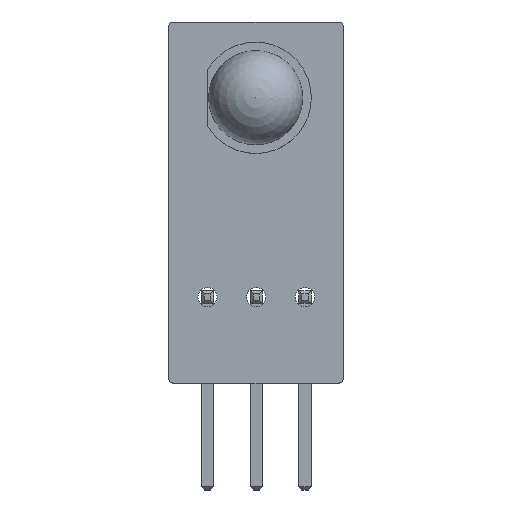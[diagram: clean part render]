
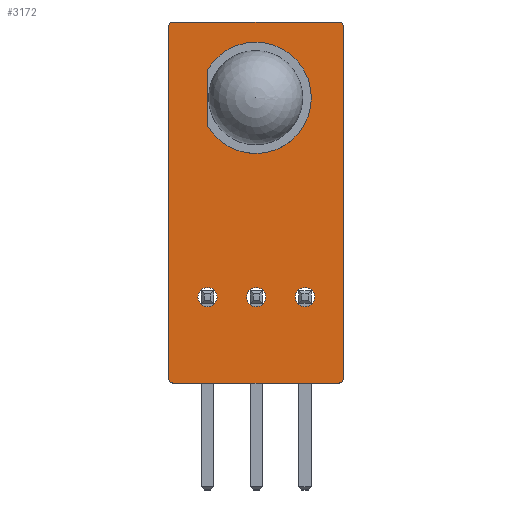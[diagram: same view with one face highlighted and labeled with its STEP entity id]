
A CAD part, top view. The second image highlights one B-rep face of the part: STEP entity #3172.
In plain terms, the highlighted planar face has unit normal (0, 0, 1).
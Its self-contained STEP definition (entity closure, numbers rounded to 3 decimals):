
#2968 = VERTEX_POINT('',#2969);
#2969 = CARTESIAN_POINT('',(68.875,-37.5,1.6));
#2975 = EDGE_CURVE('',#2968,#2976,#2978,.T.);
#2976 = VERTEX_POINT('',#2977);
#2977 = CARTESIAN_POINT('',(69.075,-37.7,1.6));
#2978 = CIRCLE('',#2979,0.2);
#2979 = AXIS2_PLACEMENT_3D('',#2980,#2981,#2982);
#2980 = CARTESIAN_POINT('',(68.875,-37.7,1.6));
#2981 = DIRECTION('',(0.,0.,-1.));
#2982 = DIRECTION('',(0.,1.,0.));
#3010 = VERTEX_POINT('',#3011);
#3011 = CARTESIAN_POINT('',(60.2,-37.5,1.6));
#3017 = EDGE_CURVE('',#3010,#2968,#3018,.T.);
#3018 = LINE('',#3019,#3020);
#3019 = CARTESIAN_POINT('',(60.2,-37.5,1.6));
#3020 = VECTOR('',#3021,1.);
#3021 = DIRECTION('',(1.,0.,0.));
#3039 = EDGE_CURVE('',#2976,#3040,#3042,.T.);
#3040 = VERTEX_POINT('',#3041);
#3041 = CARTESIAN_POINT('',(69.075,-56.1,1.6));
#3042 = LINE('',#3043,#3044);
#3043 = CARTESIAN_POINT('',(69.075,-37.7,1.6));
#3044 = VECTOR('',#3045,1.);
#3045 = DIRECTION('',(0.,-1.,0.));
#3172 = ADVANCED_FACE('',(#3173,#3219,#3230,#3241,#3252,#3263),#3274,.F.
  );
#3173 = FACE_BOUND('',#3174,.F.);
#3174 = EDGE_LOOP('',(#3175,#3176,#3177,#3186,#3194,#3203,#3211,#3218));
#3175 = ORIENTED_EDGE('',*,*,#2975,.T.);
#3176 = ORIENTED_EDGE('',*,*,#3039,.T.);
#3177 = ORIENTED_EDGE('',*,*,#3178,.T.);
#3178 = EDGE_CURVE('',#3040,#3179,#3181,.T.);
#3179 = VERTEX_POINT('',#3180);
#3180 = CARTESIAN_POINT('',(68.875,-56.3,1.6));
#3181 = CIRCLE('',#3182,0.2);
#3182 = AXIS2_PLACEMENT_3D('',#3183,#3184,#3185);
#3183 = CARTESIAN_POINT('',(68.875,-56.1,1.6));
#3184 = DIRECTION('',(0.,0.,-1.));
#3185 = DIRECTION('',(1.,0.,0.));
#3186 = ORIENTED_EDGE('',*,*,#3187,.T.);
#3187 = EDGE_CURVE('',#3179,#3188,#3190,.T.);
#3188 = VERTEX_POINT('',#3189);
#3189 = CARTESIAN_POINT('',(60.2,-56.3,1.6));
#3190 = LINE('',#3191,#3192);
#3191 = CARTESIAN_POINT('',(68.875,-56.3,1.6));
#3192 = VECTOR('',#3193,1.);
#3193 = DIRECTION('',(-1.,0.,0.));
#3194 = ORIENTED_EDGE('',*,*,#3195,.T.);
#3195 = EDGE_CURVE('',#3188,#3196,#3198,.T.);
#3196 = VERTEX_POINT('',#3197);
#3197 = CARTESIAN_POINT('',(60.,-56.1,1.6));
#3198 = CIRCLE('',#3199,0.2);
#3199 = AXIS2_PLACEMENT_3D('',#3200,#3201,#3202);
#3200 = CARTESIAN_POINT('',(60.2,-56.1,1.6));
#3201 = DIRECTION('',(0.,0.,-1.));
#3202 = DIRECTION('',(0.,-1.,-0.));
#3203 = ORIENTED_EDGE('',*,*,#3204,.T.);
#3204 = EDGE_CURVE('',#3196,#3205,#3207,.T.);
#3205 = VERTEX_POINT('',#3206);
#3206 = CARTESIAN_POINT('',(60.,-37.7,1.6));
#3207 = LINE('',#3208,#3209);
#3208 = CARTESIAN_POINT('',(60.,-56.1,1.6));
#3209 = VECTOR('',#3210,1.);
#3210 = DIRECTION('',(0.,1.,0.));
#3211 = ORIENTED_EDGE('',*,*,#3212,.T.);
#3212 = EDGE_CURVE('',#3205,#3010,#3213,.T.);
#3213 = CIRCLE('',#3214,0.2);
#3214 = AXIS2_PLACEMENT_3D('',#3215,#3216,#3217);
#3215 = CARTESIAN_POINT('',(60.2,-37.7,1.6));
#3216 = DIRECTION('',(0.,0.,-1.));
#3217 = DIRECTION('',(-1.,0.,0.));
#3218 = ORIENTED_EDGE('',*,*,#3017,.T.);
#3219 = FACE_BOUND('',#3220,.F.);
#3220 = EDGE_LOOP('',(#3221));
#3221 = ORIENTED_EDGE('',*,*,#3222,.F.);
#3222 = EDGE_CURVE('',#3223,#3223,#3225,.T.);
#3223 = VERTEX_POINT('',#3224);
#3224 = CARTESIAN_POINT('',(67.09,-52.325,1.6));
#3225 = CIRCLE('',#3226,0.5);
#3226 = AXIS2_PLACEMENT_3D('',#3227,#3228,#3229);
#3227 = CARTESIAN_POINT('',(67.09,-51.825,1.6));
#3228 = DIRECTION('',(-0.,0.,-1.));
#3229 = DIRECTION('',(-0.,-1.,0.));
#3230 = FACE_BOUND('',#3231,.F.);
#3231 = EDGE_LOOP('',(#3232));
#3232 = ORIENTED_EDGE('',*,*,#3233,.F.);
#3233 = EDGE_CURVE('',#3234,#3234,#3236,.T.);
#3234 = VERTEX_POINT('',#3235);
#3235 = CARTESIAN_POINT('',(64.55,-52.325,1.6));
#3236 = CIRCLE('',#3237,0.5);
#3237 = AXIS2_PLACEMENT_3D('',#3238,#3239,#3240);
#3238 = CARTESIAN_POINT('',(64.55,-51.825,1.6));
#3239 = DIRECTION('',(-0.,0.,-1.));
#3240 = DIRECTION('',(-0.,-1.,0.));
#3241 = FACE_BOUND('',#3242,.F.);
#3242 = EDGE_LOOP('',(#3243));
#3243 = ORIENTED_EDGE('',*,*,#3244,.F.);
#3244 = EDGE_CURVE('',#3245,#3245,#3247,.T.);
#3245 = VERTEX_POINT('',#3246);
#3246 = CARTESIAN_POINT('',(62.01,-52.325,1.6));
#3247 = CIRCLE('',#3248,0.5);
#3248 = AXIS2_PLACEMENT_3D('',#3249,#3250,#3251);
#3249 = CARTESIAN_POINT('',(62.01,-51.825,1.6));
#3250 = DIRECTION('',(-0.,0.,-1.));
#3251 = DIRECTION('',(-0.,-1.,0.));
#3252 = FACE_BOUND('',#3253,.F.);
#3253 = EDGE_LOOP('',(#3254));
#3254 = ORIENTED_EDGE('',*,*,#3255,.F.);
#3255 = EDGE_CURVE('',#3256,#3256,#3258,.T.);
#3256 = VERTEX_POINT('',#3257);
#3257 = CARTESIAN_POINT('',(65.79,-41.9,1.6));
#3258 = CIRCLE('',#3259,0.45);
#3259 = AXIS2_PLACEMENT_3D('',#3260,#3261,#3262);
#3260 = CARTESIAN_POINT('',(65.79,-41.45,1.6));
#3261 = DIRECTION('',(-0.,0.,-1.));
#3262 = DIRECTION('',(0.,-1.,-0.));
#3263 = FACE_BOUND('',#3264,.F.);
#3264 = EDGE_LOOP('',(#3265));
#3265 = ORIENTED_EDGE('',*,*,#3266,.F.);
#3266 = EDGE_CURVE('',#3267,#3267,#3269,.T.);
#3267 = VERTEX_POINT('',#3268);
#3268 = CARTESIAN_POINT('',(63.25,-41.9,1.6));
#3269 = CIRCLE('',#3270,0.45);
#3270 = AXIS2_PLACEMENT_3D('',#3271,#3272,#3273);
#3271 = CARTESIAN_POINT('',(63.25,-41.45,1.6));
#3272 = DIRECTION('',(-0.,0.,-1.));
#3273 = DIRECTION('',(-0.,-1.,0.));
#3274 = PLANE('',#3275);
#3275 = AXIS2_PLACEMENT_3D('',#3276,#3277,#3278);
#3276 = CARTESIAN_POINT('',(64.538,-46.9,1.6));
#3277 = DIRECTION('',(-0.,-0.,-1.));
#3278 = DIRECTION('',(-1.,0.,0.));
